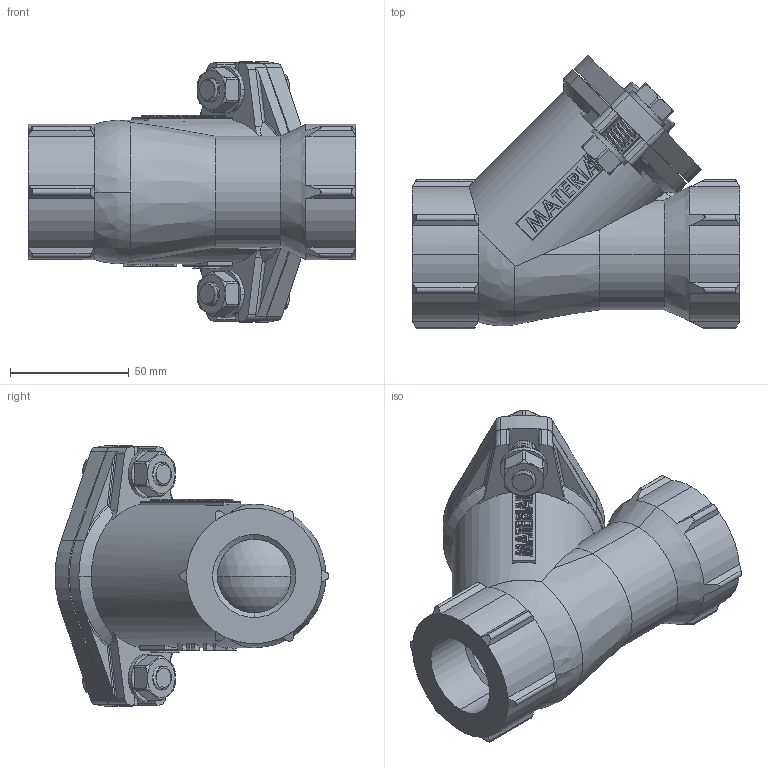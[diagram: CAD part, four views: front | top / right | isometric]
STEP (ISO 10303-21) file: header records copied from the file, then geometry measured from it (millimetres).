
FILE_DESCRIPTION (( 'STEP AP203' ), '1' );
FILE_NAME ('ROSCADA DN 25 - 80.STEP', '2017-04-19T09:49:28', ( '' ), ( '' ), 'SwSTEP 2.0', 'SolidWorks 2017', '' );
FILE_SCHEMA (( 'CONFIG_CONTROL_DESIGN' ));
Length unit declared in the file: millimetre
Products named in the file (1): ROSCADA DN 25 - 80
Bounding box: 138 x 115.39 x 109.8 mm (x, y, z)
Volume: 322264.2 mm3; surface area: 95141 mm2
Topology: 8 solids, 8 shells, 766 faces, 1951 edges, 1221 vertices
Faces by surface type: cylinder 343, plane 307, torus 51, cone 34, bspline 23, sphere 8
Entity records: 31954 total; most frequent: CARTESIAN_POINT 14610, ORIENTED_EDGE 3864, DIRECTION 3327, EDGE_CURVE 1932, VERTEX_POINT 1212, AXIS2_PLACEMENT_3D 1179, VECTOR 969, LINE 969
